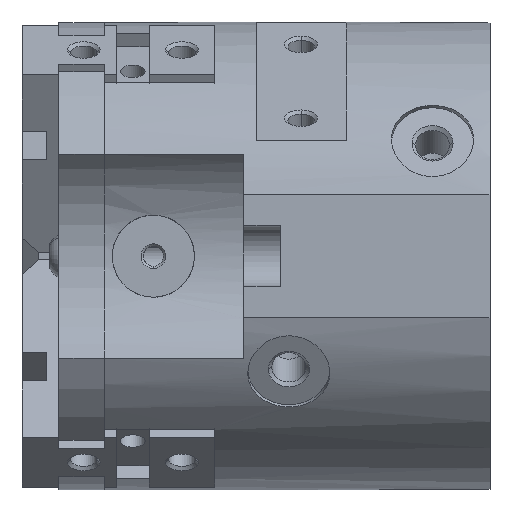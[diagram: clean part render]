
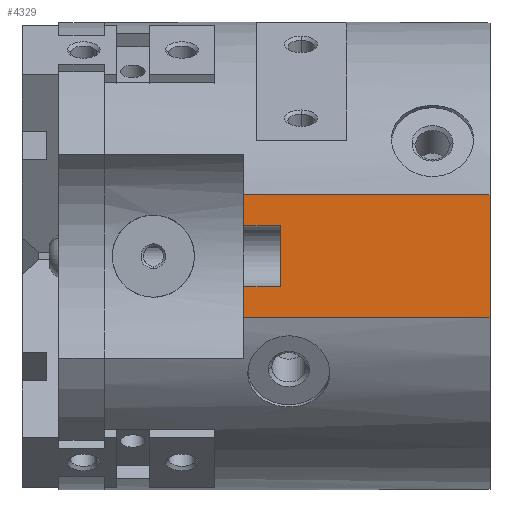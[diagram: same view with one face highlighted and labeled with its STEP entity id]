
A CAD part, left-side view. The second image highlights one B-rep face of the part: STEP entity #4329.
In plain terms, the highlighted planar face has unit normal (-1, 0, 0).
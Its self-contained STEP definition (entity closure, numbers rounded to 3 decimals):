
#2513 = EDGE_CURVE( '', #3689, #3677, #6931, .T. );
#3179 = EDGE_CURVE( '', #4307, #4511, #7682, .T. );
#3317 = VERTEX_POINT( '', #7835 );
#3451 = EDGE_CURVE( '', #6489, #5537, #7979, .T. );
#3677 = VERTEX_POINT( '', #8219 );
#3689 = VERTEX_POINT( '', #8233 );
#3907 = EDGE_CURVE( '', #3677, #4307, #8467, .T. );
#4307 = VERTEX_POINT( '', #8914 );
#4329 = ADVANCED_FACE( '', ( #8937 ), #8938, .T. );
#4383 = EDGE_CURVE( '', #3689, #3317, #8996, .T. );
#4449 = EDGE_CURVE( '', #5537, #6027, #9072, .T. );
#4511 = VERTEX_POINT( '', #9145 );
#5537 = VERTEX_POINT( '', #10290 );
#6027 = VERTEX_POINT( '', #10825 );
#6121 = EDGE_CURVE( '', #4511, #6489, #10929, .T. );
#6231 = EDGE_CURVE( '', #6027, #3317, #11047, .T. );
#6489 = VERTEX_POINT( '', #11345 );
#6931 = LINE( '', #11925, #11926 );
#7682 = LINE( '', #13186, #13187 );
#7835 = CARTESIAN_POINT( '', ( -27.5, 30., -7.483 ) );
#7979 = LINE( '', #13660, #13661 );
#8219 = CARTESIAN_POINT( '', ( -27.5, 0., 7.483 ) );
#8233 = CARTESIAN_POINT( '', ( -27.5, 0., -7.483 ) );
#8467 = LINE( '', #14430, #14431 );
#8914 = CARTESIAN_POINT( '', ( -27.5, 30., 7.483 ) );
#8937 = FACE_OUTER_BOUND( '', #15105, .T. );
#8938 = PLANE( '', #15106 );
#8996 = LINE( '', #15201, #15202 );
#9072 = LINE( '', #15302, #15303 );
#9145 = CARTESIAN_POINT( '', ( -27.5, 30., 3.75 ) );
#10290 = CARTESIAN_POINT( '', ( -27.5, 25.5, -3.75 ) );
#10825 = CARTESIAN_POINT( '', ( -27.5, 30., -3.75 ) );
#10929 = LINE( '', #18284, #18285 );
#11047 = LINE( '', #18445, #18446 );
#11345 = CARTESIAN_POINT( '', ( -27.5, 25.5, 3.75 ) );
#11925 = CARTESIAN_POINT( '', ( -27.5, 0., -7.483 ) );
#11926 = VECTOR( '', #19423, 1. );
#13186 = CARTESIAN_POINT( '', ( -27.5, 30., 3.742 ) );
#13187 = VECTOR( '', #20333, 1. );
#13660 = CARTESIAN_POINT( '', ( -27.5, 25.5, 3.742 ) );
#13661 = VECTOR( '', #20666, 1. );
#14430 = CARTESIAN_POINT( '', ( -27.5, 0., 7.483 ) );
#14431 = VECTOR( '', #21121, 1. );
#15105 = EDGE_LOOP( '', ( #21665, #21666, #21667, #21668, #21669, #21670, #21671, #21672 ) );
#15106 = AXIS2_PLACEMENT_3D( '', #21673, #21674, #21675 );
#15201 = CARTESIAN_POINT( '', ( -27.5, 0., -7.483 ) );
#15202 = VECTOR( '', #21739, 1. );
#15302 = CARTESIAN_POINT( '', ( -27.5, 15., -3.75 ) );
#15303 = VECTOR( '', #21854, 1. );
#18284 = CARTESIAN_POINT( '', ( -27.5, 15., 3.75 ) );
#18285 = VECTOR( '', #23966, 1. );
#18445 = CARTESIAN_POINT( '', ( -27.5, 30., 3.742 ) );
#18446 = VECTOR( '', #24069, 1. );
#19423 = DIRECTION( '', ( 0., 0., 1. ) );
#20333 = DIRECTION( '', ( 0., 0., -1. ) );
#20666 = DIRECTION( '', ( 0., 0., -1. ) );
#21121 = DIRECTION( '', ( 0., 1., 0. ) );
#21665 = ORIENTED_EDGE( '', *, *, #4449, .T. );
#21666 = ORIENTED_EDGE( '', *, *, #6231, .T. );
#21667 = ORIENTED_EDGE( '', *, *, #4383, .F. );
#21668 = ORIENTED_EDGE( '', *, *, #2513, .T. );
#21669 = ORIENTED_EDGE( '', *, *, #3907, .T. );
#21670 = ORIENTED_EDGE( '', *, *, #3179, .T. );
#21671 = ORIENTED_EDGE( '', *, *, #6121, .T. );
#21672 = ORIENTED_EDGE( '', *, *, #3451, .T. );
#21673 = CARTESIAN_POINT( '', ( -27.5, 0., 7.483 ) );
#21674 = DIRECTION( '', ( -1., 0., 0. ) );
#21675 = DIRECTION( '', ( 0., 0., 1. ) );
#21739 = DIRECTION( '', ( 0., 1., 0. ) );
#21854 = DIRECTION( '', ( 0., 1., 0. ) );
#23966 = DIRECTION( '', ( 0., -1., 0. ) );
#24069 = DIRECTION( '', ( 0., 0., -1. ) );
